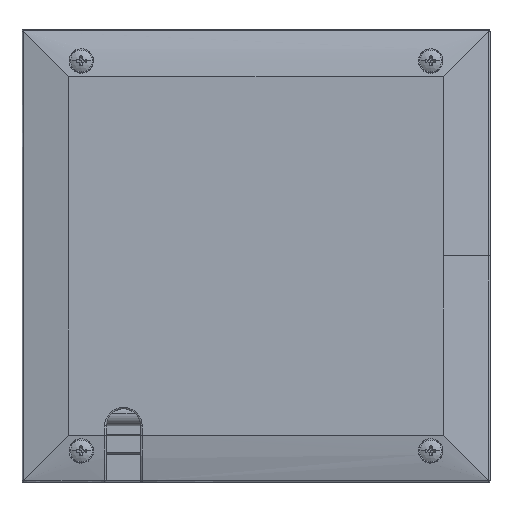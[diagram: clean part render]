
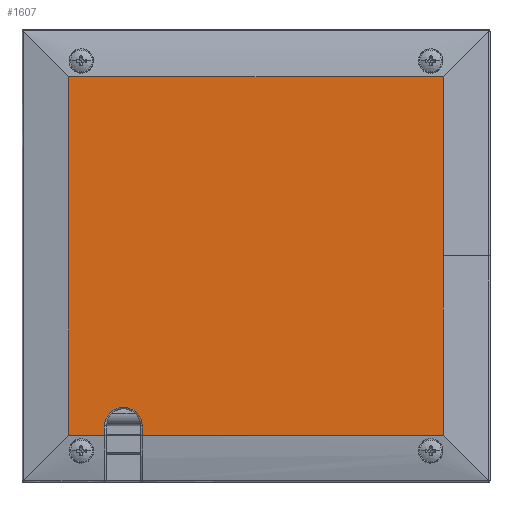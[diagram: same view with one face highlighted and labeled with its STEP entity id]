
A CAD part, top view. The second image highlights one B-rep face of the part: STEP entity #1607.
In plain terms, the highlighted planar face has unit normal (0, 0, 1).
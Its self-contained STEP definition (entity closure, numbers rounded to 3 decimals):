
#908 = VERTEX_POINT ( 'NONE', #9186 ) ;
#918 = VERTEX_POINT ( 'NONE', #9196 ) ;
#1508 = EDGE_CURVE ( 'NONE', #908, #918, #8265, .T. ) ;
#1526 = EDGE_CURVE ( 'NONE', #3763, #2105, #8272, .T. ) ;
#1545 = EDGE_CURVE ( 'NONE', #2105, #2088, #8290, .T. ) ;
#1548 = EDGE_CURVE ( 'NONE', #2088, #3722, #8294, .T. ) ;
#1556 = EDGE_CURVE ( 'NONE', #3728, #3763, #8297, .T. ) ;
#1607 = ADVANCED_FACE ( 'NONE', ( #11677 ), #11472, .T. ) ;
#2088 = VERTEX_POINT ( 'NONE', #15744 ) ;
#2105 = VERTEX_POINT ( 'NONE', #15761 ) ;
#2440 = EDGE_LOOP ( 'NONE', ( #2756, #2757, #2758, #2759, #2760, #2761, #2762, #2763, #2764 ) ) ;
#2756 = ORIENTED_EDGE ( 'NONE', *, *, #1508, .T. ) ;
#2757 = ORIENTED_EDGE ( 'NONE', *, *, #3419, .T. ) ;
#2758 = ORIENTED_EDGE ( 'NONE', *, *, #3417, .T. ) ;
#2759 = ORIENTED_EDGE ( 'NONE', *, *, #1556, .T. ) ;
#2760 = ORIENTED_EDGE ( 'NONE', *, *, #1526, .T. ) ;
#2761 = ORIENTED_EDGE ( 'NONE', *, *, #1545, .T. ) ;
#2762 = ORIENTED_EDGE ( 'NONE', *, *, #1548, .T. ) ;
#2763 = ORIENTED_EDGE ( 'NONE', *, *, #3410, .T. ) ;
#2764 = ORIENTED_EDGE ( 'NONE', *, *, #3408, .T. ) ;
#3408 = EDGE_CURVE ( 'NONE', #3716, #908, #12494, .T. ) ;
#3410 = EDGE_CURVE ( 'NONE', #3722, #3716, #10931, .T. ) ;
#3417 = EDGE_CURVE ( 'NONE', #3721, #3728, #10935, .T. ) ;
#3419 = EDGE_CURVE ( 'NONE', #918, #3721, #12501, .T. ) ;
#3716 = VERTEX_POINT ( 'NONE', #17692 ) ;
#3721 = VERTEX_POINT ( 'NONE', #17697 ) ;
#3722 = VERTEX_POINT ( 'NONE', #17698 ) ;
#3728 = VERTEX_POINT ( 'NONE', #17704 ) ;
#3763 = VERTEX_POINT ( 'NONE', #17739 ) ;
#8265 = CIRCLE ( 'NONE', #9424, 6.009 ) ;
#8271 = VECTOR ( 'NONE', #10397, 1000. ) ;
#8272 = LINE ( 'NONE', #10399, #8271 ) ;
#8290 = LINE ( 'NONE', #10591, #8292 ) ;
#8292 = VECTOR ( 'NONE', #10590, 1000. ) ;
#8293 = VECTOR ( 'NONE', #10615, 1000. ) ;
#8294 = LINE ( 'NONE', #10610, #8293 ) ;
#8296 = VECTOR ( 'NONE', #10697, 1000. ) ;
#8297 = LINE ( 'NONE', #10662, #8296 ) ;
#9186 = CARTESIAN_POINT ( 'NONE',  ( -48.509, -48.04, 29.5 ) ) ;
#9196 = CARTESIAN_POINT ( 'NONE',  ( -36.491, -48.04, 29.5 ) ) ;
#9424 = AXIS2_PLACEMENT_3D ( 'NONE', #10268, #10269, #10270 ) ;
#9444 = AXIS2_PLACEMENT_3D ( 'NONE', #11470, #11475, #11476 ) ;
#10268 = CARTESIAN_POINT ( 'NONE',  ( -42.5, -48.04, 29.5 ) ) ;
#10269 = DIRECTION ( 'NONE',  ( 0., 0., -1. ) ) ;
#10270 = DIRECTION ( 'NONE',  ( -1., 0., 0. ) ) ;
#10397 = DIRECTION ( 'NONE',  ( 0., 1., 0. ) ) ;
#10399 = CARTESIAN_POINT ( 'NONE',  ( 60., 35.21, 29.5 ) ) ;
#10590 = DIRECTION ( 'NONE',  ( -1., 0., 0. ) ) ;
#10591 = CARTESIAN_POINT ( 'NONE',  ( -60., 63.96, 29.5 ) ) ;
#10610 = CARTESIAN_POINT ( 'NONE',  ( -60., 63.96, 29.5 ) ) ;
#10615 = DIRECTION ( 'NONE',  ( 0., -1., 0. ) ) ;
#10662 = CARTESIAN_POINT ( 'NONE',  ( 60., 63.96, 29.5 ) ) ;
#10697 = DIRECTION ( 'NONE',  ( 0., 1., 0. ) ) ;
#10931 = B_SPLINE_CURVE_WITH_KNOTS ( 'NONE', 3,
 ( #16968, #16966, #16965, #16970 ),
 .UNSPECIFIED., .F., .F.,
 ( 4, 4 ),
 ( 0., 0.011 ),
 .UNSPECIFIED. ) ;
#10935 = B_SPLINE_CURVE_WITH_KNOTS ( 'NONE', 3,
 ( #16986, #16988, #16999, #17000, #17001, #17002, #17003 ),
 .UNSPECIFIED., .F., .F.,
 ( 4, 3, 4 ),
 ( 0., 0.058, 0.096 ),
 .UNSPECIFIED. ) ;
#11470 = CARTESIAN_POINT ( 'NONE',  ( -60., -51.04, 29.5 ) ) ;
#11472 = PLANE ( 'NONE',  #9444 ) ;
#11475 = DIRECTION ( 'NONE',  ( 0., 0., 1. ) ) ;
#11476 = DIRECTION ( 'NONE',  ( 1., 0., 0. ) ) ;
#11677 = FACE_OUTER_BOUND ( 'NONE', #2440, .T. ) ;
#12494 = LINE ( 'NONE', #16935, #12496 ) ;
#12496 = VECTOR ( 'NONE', #16955, 1000. ) ;
#12501 = LINE ( 'NONE', #17005, #12503 ) ;
#12503 = VECTOR ( 'NONE', #17006, 1000. ) ;
#15744 = CARTESIAN_POINT ( 'NONE',  ( -60., 63.96, 29.5 ) ) ;
#15761 = CARTESIAN_POINT ( 'NONE',  ( 60., 63.96, 29.5 ) ) ;
#16935 = CARTESIAN_POINT ( 'NONE',  ( -48.509, -68.04, 29.5 ) ) ;
#16955 = DIRECTION ( 'NONE',  ( 0., 1., 0. ) ) ;
#16965 = CARTESIAN_POINT ( 'NONE',  ( -52.339, -51.004, 29.5 ) ) ;
#16966 = CARTESIAN_POINT ( 'NONE',  ( -56.17, -51.004, 29.5 ) ) ;
#16968 = CARTESIAN_POINT ( 'NONE',  ( -60., -51.004, 29.5 ) ) ;
#16970 = CARTESIAN_POINT ( 'NONE',  ( -48.509, -51.004, 29.5 ) ) ;
#16986 = CARTESIAN_POINT ( 'NONE',  ( -36.491, -51.004, 29.5 ) ) ;
#16988 = CARTESIAN_POINT ( 'NONE',  ( -17.069, -51.004, 29.5 ) ) ;
#16999 = CARTESIAN_POINT ( 'NONE',  ( 2.352, -51.004, 29.5 ) ) ;
#17000 = CARTESIAN_POINT ( 'NONE',  ( 21.774, -51.004, 29.5 ) ) ;
#17001 = CARTESIAN_POINT ( 'NONE',  ( 34.516, -51.004, 29.5 ) ) ;
#17002 = CARTESIAN_POINT ( 'NONE',  ( 47.258, -51.004, 29.5 ) ) ;
#17003 = CARTESIAN_POINT ( 'NONE',  ( 60., -51.004, 29.5 ) ) ;
#17005 = CARTESIAN_POINT ( 'NONE',  ( -36.491, -68.04, 29.5 ) ) ;
#17006 = DIRECTION ( 'NONE',  ( 0., -1., 0. ) ) ;
#17692 = CARTESIAN_POINT ( 'NONE',  ( -48.509, -51.004, 29.5 ) ) ;
#17697 = CARTESIAN_POINT ( 'NONE',  ( -36.491, -51.004, 29.5 ) ) ;
#17698 = CARTESIAN_POINT ( 'NONE',  ( -60., -51.004, 29.5 ) ) ;
#17704 = CARTESIAN_POINT ( 'NONE',  ( 60., -51.004, 29.5 ) ) ;
#17739 = CARTESIAN_POINT ( 'NONE',  ( 60., 6.46, 29.5 ) ) ;
